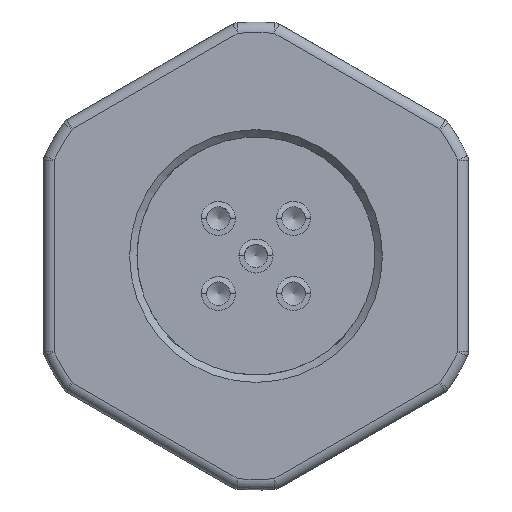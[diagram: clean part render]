
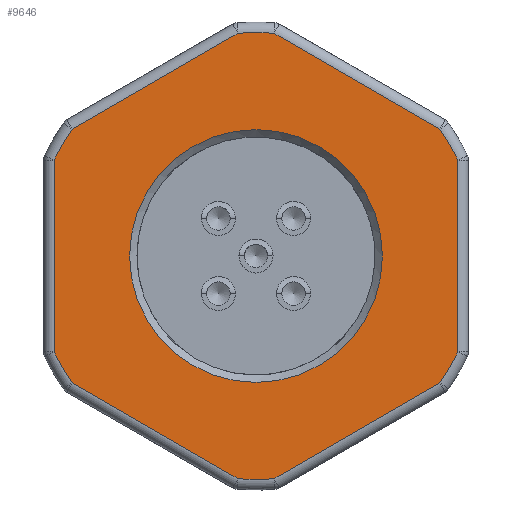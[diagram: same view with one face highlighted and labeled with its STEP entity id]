
A CAD part, left-side view. The second image highlights one B-rep face of the part: STEP entity #9646.
In plain terms, the highlighted face is planar.
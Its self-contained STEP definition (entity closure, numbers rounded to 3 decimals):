
#285=PLANE('',#10446);
#916=LINE('',#17852,#1775);
#924=LINE('',#17887,#1783);
#930=LINE('',#17909,#1789);
#943=LINE('',#17996,#1802);
#949=LINE('',#18024,#1808);
#954=LINE('',#18050,#1813);
#1775=VECTOR('',#11660,1000.);
#1783=VECTOR('',#11708,1000.);
#1789=VECTOR('',#11742,1000.);
#1802=VECTOR('',#11863,1000.);
#1808=VECTOR('',#11901,1000.);
#1813=VECTOR('',#11938,1000.);
#3633=ORIENTED_EDGE('',*,*,#5495,.F.);
#3634=ORIENTED_EDGE('',*,*,#5842,.F.);
#3635=ORIENTED_EDGE('',*,*,#5835,.T.);
#3636=ORIENTED_EDGE('',*,*,#5828,.F.);
#3637=ORIENTED_EDGE('',*,*,#5821,.F.);
#3638=ORIENTED_EDGE('',*,*,#5814,.F.);
#3639=ORIENTED_EDGE('',*,*,#5747,.F.);
#3640=ORIENTED_EDGE('',*,*,#5733,.F.);
#3641=ORIENTED_EDGE('',*,*,#5765,.T.);
#3642=ORIENTED_EDGE('',*,*,#5725,.F.);
#3643=ORIENTED_EDGE('',*,*,#5777,.F.);
#3644=ORIENTED_EDGE('',*,*,#5714,.F.);
#3645=ORIENTED_EDGE('',*,*,#5848,.F.);
#5495=EDGE_CURVE('',#6827,#6827,#7692,.T.);
#5714=EDGE_CURVE('',#6972,#6979,#7710,.T.);
#5725=EDGE_CURVE('',#6987,#6988,#7719,.T.);
#5733=EDGE_CURVE('',#6994,#6992,#7727,.T.);
#5747=EDGE_CURVE('',#6992,#7003,#916,.T.);
#5765=EDGE_CURVE('',#6994,#6988,#924,.T.);
#5777=EDGE_CURVE('',#6979,#6987,#930,.T.);
#5814=EDGE_CURVE('',#7003,#7030,#7780,.T.);
#5821=EDGE_CURVE('',#7030,#7033,#943,.T.);
#5828=EDGE_CURVE('',#7033,#7036,#7788,.T.);
#5835=EDGE_CURVE('',#7039,#7036,#949,.T.);
#5842=EDGE_CURVE('',#7039,#7042,#7796,.T.);
#5848=EDGE_CURVE('',#7042,#6972,#954,.T.);
#6827=VERTEX_POINT('',#13989);
#6972=VERTEX_POINT('',#17764);
#6979=VERTEX_POINT('',#17783);
#6987=VERTEX_POINT('',#17805);
#6988=VERTEX_POINT('',#17807);
#6992=VERTEX_POINT('',#17818);
#6994=VERTEX_POINT('',#17822);
#7003=VERTEX_POINT('',#17849);
#7030=VERTEX_POINT('',#17983);
#7033=VERTEX_POINT('',#17997);
#7036=VERTEX_POINT('',#18011);
#7039=VERTEX_POINT('',#18025);
#7042=VERTEX_POINT('',#18039);
#7692=CIRCLE('',#10241,5.95);
#7710=CIRCLE('',#10287,10.5);
#7719=CIRCLE('',#10300,10.5);
#7727=CIRCLE('',#10310,10.5);
#7780=CIRCLE('',#10406,10.5);
#7788=CIRCLE('',#10422,10.5);
#7796=CIRCLE('',#10438,10.5);
#8234=EDGE_LOOP('',(#3633));
#8235=EDGE_LOOP('',(#3634,#3635,#3636,#3637,#3638,#3639,#3640,#3641,#3642,
#3643,#3644,#3645));
#8909=FACE_BOUND('',#8234,.T.);
#8910=FACE_BOUND('',#8235,.T.);
#9646=ADVANCED_FACE('',(#8909,#8910),#285,.F.);
#10241=AXIS2_PLACEMENT_3D('',#13988,#11448,#11449);
#10287=AXIS2_PLACEMENT_3D('',#17782,#11576,#11577);
#10300=AXIS2_PLACEMENT_3D('',#17806,#11604,#11605);
#10310=AXIS2_PLACEMENT_3D('',#17823,#11624,#11625);
#10406=AXIS2_PLACEMENT_3D('',#17982,#11844,#11845);
#10422=AXIS2_PLACEMENT_3D('',#18010,#11882,#11883);
#10438=AXIS2_PLACEMENT_3D('',#18038,#11920,#11921);
#10446=AXIS2_PLACEMENT_3D('',#18051,#11939,#11940);
#11448=DIRECTION('',(0.,0.,-1.));
#11449=DIRECTION('',(1.,0.,0.));
#11576=DIRECTION('',(0.,0.,1.));
#11577=DIRECTION('',(-0.997,0.081,0.));
#11604=DIRECTION('',(0.,0.,1.));
#11605=DIRECTION('',(-0.568,-0.823,0.));
#11624=DIRECTION('',(0.,0.,1.));
#11625=DIRECTION('',(0.429,-0.904,0.));
#11660=DIRECTION('',(0.5,0.866,0.));
#11708=DIRECTION('',(-1.,0.,0.));
#11742=DIRECTION('',(0.5,-0.866,0.));
#11844=DIRECTION('',(0.,0.,1.));
#11845=DIRECTION('',(0.997,-0.081,0.));
#11863=DIRECTION('',(-0.5,0.866,0.));
#11882=DIRECTION('',(0.,0.,1.));
#11883=DIRECTION('',(0.568,0.823,0.));
#11901=DIRECTION('',(1.,0.,0.));
#11920=DIRECTION('',(0.,0.,1.));
#11921=DIRECTION('',(-0.429,0.904,0.));
#11938=DIRECTION('',(-0.5,-0.866,0.));
#11939=DIRECTION('',(0.,0.,1.));
#11940=DIRECTION('',(0.,1.,0.));
#13988=CARTESIAN_POINT('',(0.,0.,-5.));
#13989=CARTESIAN_POINT('',(5.95,0.,-5.));
#17764=CARTESIAN_POINT('',(-10.481,0.846,-5.));
#17782=CARTESIAN_POINT('',(-0.015,0.,-5.));
#17783=CARTESIAN_POINT('',(-10.481,-0.846,-5.));
#17805=CARTESIAN_POINT('',(-5.973,-8.654,-5.));
#17806=CARTESIAN_POINT('',(-0.008,-0.013,-5.));
#17807=CARTESIAN_POINT('',(-4.508,-9.5,-5.));
#17818=CARTESIAN_POINT('',(5.973,-8.654,-5.));
#17822=CARTESIAN_POINT('',(4.508,-9.5,-5.));
#17823=CARTESIAN_POINT('',(0.008,-0.013,-5.));
#17849=CARTESIAN_POINT('',(10.481,-0.846,-5.));
#17852=CARTESIAN_POINT('',(5.973,-8.654,-5.));
#17887=CARTESIAN_POINT('',(4.508,-9.5,-5.));
#17909=CARTESIAN_POINT('',(-10.481,-0.846,-5.));
#17982=CARTESIAN_POINT('',(0.015,0.,-5.));
#17983=CARTESIAN_POINT('',(10.481,0.846,-5.));
#17996=CARTESIAN_POINT('',(10.481,0.846,-5.));
#17997=CARTESIAN_POINT('',(5.973,8.654,-5.));
#18010=CARTESIAN_POINT('',(0.008,0.013,-5.));
#18011=CARTESIAN_POINT('',(4.508,9.5,-5.));
#18024=CARTESIAN_POINT('',(-4.508,9.5,-5.));
#18025=CARTESIAN_POINT('',(-4.508,9.5,-5.));
#18038=CARTESIAN_POINT('',(-0.008,0.013,-5.));
#18039=CARTESIAN_POINT('',(-5.973,8.654,-5.));
#18050=CARTESIAN_POINT('',(-5.973,8.654,-5.));
#18051=CARTESIAN_POINT('',(0.,0.,-5.));
